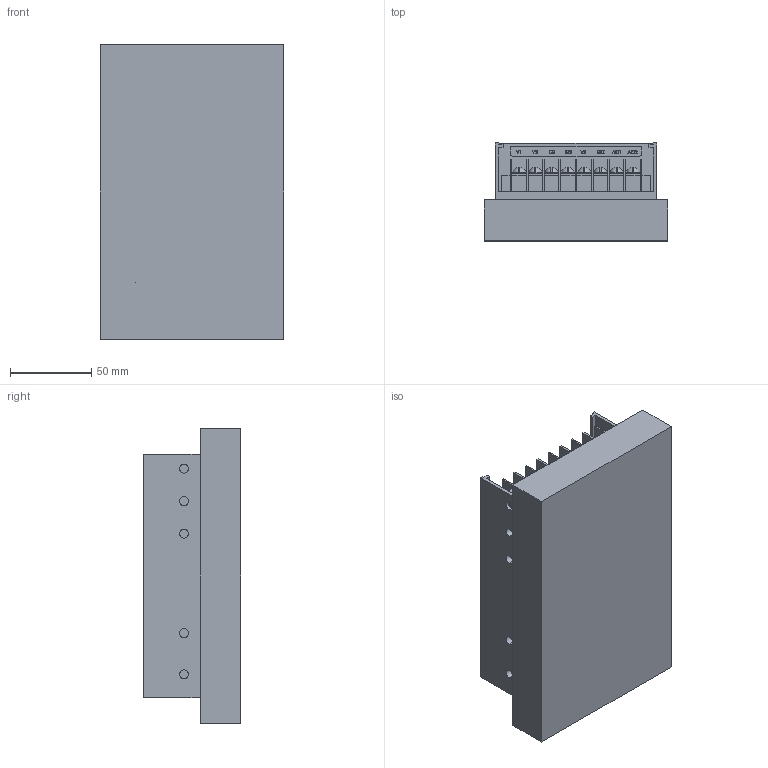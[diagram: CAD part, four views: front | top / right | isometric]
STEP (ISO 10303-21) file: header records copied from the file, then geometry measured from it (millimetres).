
FILE_DESCRIPTION (( 'STEP AP203' ), '1' );
FILE_NAME ('PWR-242.STEP', '2007-04-05T01:44:38', ( 'Anderson Professional Modeling' ), ( 'Anderson Professional Modeling' ), 'SwSTEP 2.0', 'SolidWorks 2007', '' );
FILE_SCHEMA (( 'CONFIG_CONTROL_DESIGN' ));
Length unit declared in the file: millimetre
Products named in the file (1): PWR-242
Bounding box: 113 x 60 x 181 mm (x, y, z)
Volume: 968432.9 mm3; surface area: 92683.3 mm2
Topology: 1 solids, 1 shells, 666 faces, 1753 edges, 1158 vertices
Faces by surface type: plane 418, cylinder 156, bspline 76, sphere 16
Entity records: 25250 total; most frequent: CARTESIAN_POINT 8854, ORIENTED_EDGE 3506, DIRECTION 3143, EDGE_CURVE 1753, LINE 1241, VECTOR 1241, VERTEX_POINT 1158, AXIS2_PLACEMENT_3D 951
